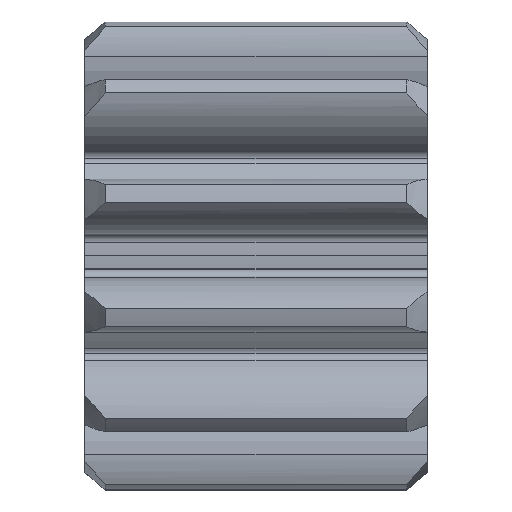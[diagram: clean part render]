
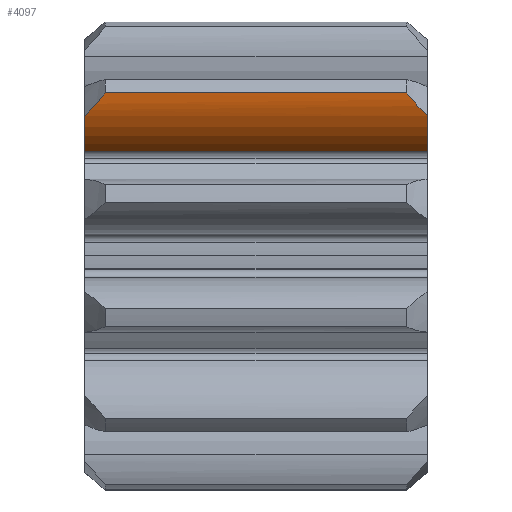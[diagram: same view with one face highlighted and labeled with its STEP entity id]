
A CAD part, top view. The second image highlights one B-rep face of the part: STEP entity #4097.
In plain terms, the highlighted cylindrical face has radius 3.048 mm (diameter 6.096 mm), a partial arc.
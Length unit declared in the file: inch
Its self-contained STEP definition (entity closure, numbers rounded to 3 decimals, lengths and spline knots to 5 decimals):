
#77 = VERTEX_POINT ( 'NONE', #3357 ) ;
#120 = EDGE_CURVE ( 'NONE', #3025, #3641, #6354, .T. ) ;
#250 = VECTOR ( 'NONE', #4636, 39.37008 ) ;
#600 = VERTEX_POINT ( 'NONE', #3773 ) ;
#1076 = CIRCLE ( 'NONE', #1090, 0.12 ) ;
#1090 = AXIS2_PLACEMENT_3D ( 'NONE', #1634, #6227, #3091 ) ;
#1117 = CIRCLE ( 'NONE', #1124, 0.12 ) ;
#1124 = AXIS2_PLACEMENT_3D ( 'NONE', #2831, #7359, #6564 ) ;
#1498 = DIRECTION ( 'NONE',  ( 0., 0., 1. ) ) ;
#1509 = DIRECTION ( 'NONE',  ( -1., 0., 0. ) ) ;
#1513 = CARTESIAN_POINT ( 'NONE',  ( 0.5, 0.25538, 0.13835 ) ) ;
#1524 = CYLINDRICAL_SURFACE ( 'NONE', #1690, 0.12 ) ;
#1525 = FACE_OUTER_BOUND ( 'NONE', #7269, .T. ) ;
#1547 = ORIENTED_EDGE ( 'NONE', *, *, #4379, .T. ) ;
#1634 = CARTESIAN_POINT ( 'NONE',  ( 0.5, 0.25538, 0.13835 ) ) ;
#1672 = CARTESIAN_POINT ( 'NONE',  ( 0.5, 0.15223, 0.19968 ) ) ;
#1690 = AXIS2_PLACEMENT_3D ( 'NONE', #1513, #1509, #1498 ) ;
#1719 = CARTESIAN_POINT ( 'NONE',  ( 0.48956, 0.21421, 0.25165 ) ) ;
#2263 = ORIENTED_EDGE ( 'NONE', *, *, #4353, .T. ) ;
#2412 = CARTESIAN_POINT ( 'NONE',  ( 0.47, 0.23757, 0.25702 ) ) ;
#2493 = CARTESIAN_POINT ( 'NONE',  ( 0.5, 0.20381, 0.2467 ) ) ;
#2613 = VERTEX_POINT ( 'NONE', #4862 ) ;
#2639 = CARTESIAN_POINT ( 'NONE',  ( 0.5, 0.15223, 0.19968 ) ) ;
#2664 = CARTESIAN_POINT ( 'NONE',  ( 0.03, 0.23757, 0.25702 ) ) ;
#2798 = EDGE_CURVE ( 'NONE', #77, #7406, #4614, .T. ) ;
#2831 = CARTESIAN_POINT ( 'NONE',  ( 0., 0.25538, 0.13835 ) ) ;
#2857 = ORIENTED_EDGE ( 'NONE', *, *, #120, .T. ) ;
#3025 = VERTEX_POINT ( 'NONE', #4140 ) ;
#3091 = DIRECTION ( 'NONE',  ( 0., 0., 1. ) ) ;
#3323 = B_SPLINE_CURVE_WITH_KNOTS ( 'NONE', 3,
 ( #2664, #5511, #6841, #5306 ),
 .UNSPECIFIED., .F., .F.,
 ( 4, 4 ),
 ( 0., 0.00118 ),
 .UNSPECIFIED. ) ;
#3357 = CARTESIAN_POINT ( 'NONE',  ( 0.03, 0.23757, 0.25702 ) ) ;
#3603 = VECTOR ( 'NONE', #4605, 39.37008 ) ;
#3641 = VERTEX_POINT ( 'NONE', #2639 ) ;
#3773 = CARTESIAN_POINT ( 'NONE',  ( 0., 0.20381, 0.2467 ) ) ;
#4097 = ADVANCED_FACE ( 'NONE', ( #1525 ), #1524, .T. ) ;
#4140 = CARTESIAN_POINT ( 'NONE',  ( 0., 0.15223, 0.19968 ) ) ;
#4353 = EDGE_CURVE ( 'NONE', #2613, #7406, #5333, .T. ) ;
#4370 = EDGE_CURVE ( 'NONE', #3641, #2613, #1076, .T. ) ;
#4379 = EDGE_CURVE ( 'NONE', #600, #3025, #1117, .T. ) ;
#4404 = EDGE_CURVE ( 'NONE', #77, #600, #3323, .T. ) ;
#4406 = ORIENTED_EDGE ( 'NONE', *, *, #2798, .F. ) ;
#4605 = DIRECTION ( 'NONE',  ( 1., 0., 0. ) ) ;
#4612 = CARTESIAN_POINT ( 'NONE',  ( -0.96555, 0.23757, 0.25702 ) ) ;
#4614 = LINE ( 'NONE', #4612, #3603 ) ;
#4636 = DIRECTION ( 'NONE',  ( 1., 0., 0. ) ) ;
#4862 = CARTESIAN_POINT ( 'NONE',  ( 0.5, 0.20381, 0.2467 ) ) ;
#5306 = CARTESIAN_POINT ( 'NONE',  ( 0., 0.20381, 0.2467 ) ) ;
#5333 = B_SPLINE_CURVE_WITH_KNOTS ( 'NONE', 3,
 ( #2493, #1719, #6387, #2412 ),
 .UNSPECIFIED., .F., .F.,
 ( 4, 4 ),
 ( 0., 0.00118 ),
 .UNSPECIFIED. ) ;
#5511 = CARTESIAN_POINT ( 'NONE',  ( 0.02043, 0.22544, 0.2552 ) ) ;
#5575 = ORIENTED_EDGE ( 'NONE', *, *, #4404, .T. ) ;
#6088 = ORIENTED_EDGE ( 'NONE', *, *, #4370, .T. ) ;
#6227 = DIRECTION ( 'NONE',  ( -1., 0., 0. ) ) ;
#6354 = LINE ( 'NONE', #1672, #250 ) ;
#6387 = CARTESIAN_POINT ( 'NONE',  ( 0.47957, 0.22544, 0.2552 ) ) ;
#6564 = DIRECTION ( 'NONE',  ( 0., 0., 1. ) ) ;
#6583 = CARTESIAN_POINT ( 'NONE',  ( 0.47, 0.23757, 0.25702 ) ) ;
#6841 = CARTESIAN_POINT ( 'NONE',  ( 0.01044, 0.21421, 0.25165 ) ) ;
#7269 = EDGE_LOOP ( 'NONE', ( #4406, #5575, #1547, #2857, #6088, #2263 ) ) ;
#7359 = DIRECTION ( 'NONE',  ( 1., 0., 0. ) ) ;
#7406 = VERTEX_POINT ( 'NONE', #6583 ) ;
